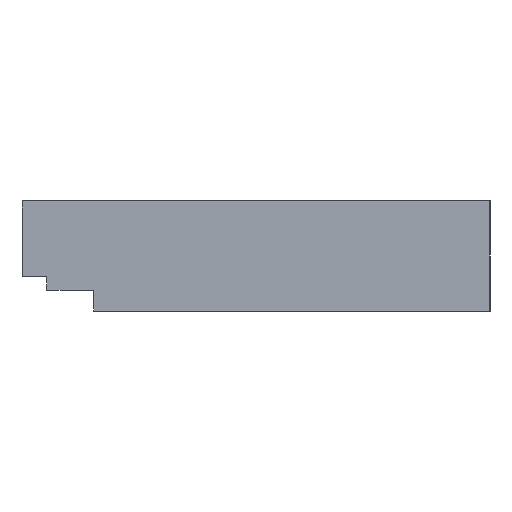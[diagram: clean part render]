
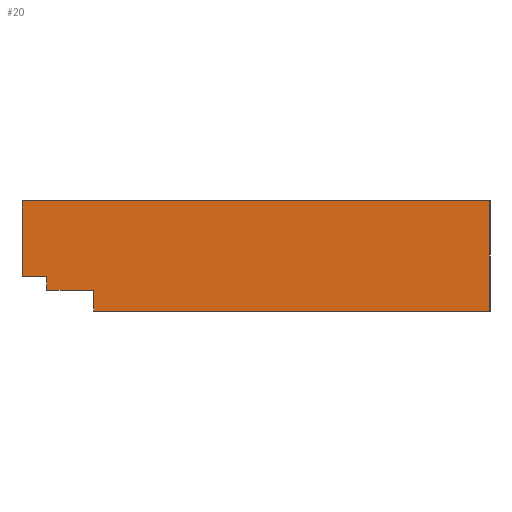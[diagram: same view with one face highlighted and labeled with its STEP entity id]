
A CAD part, left-side view. The second image highlights one B-rep face of the part: STEP entity #20.
In plain terms, the highlighted planar face has unit normal (-1, 0, 0).
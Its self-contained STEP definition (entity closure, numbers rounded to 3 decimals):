
#3 = FACE_OUTER_BOUND ( 'NONE', #236, .T. ) ;
#20 = ADVANCED_FACE ( 'NONE', ( #3 ), #175, .F. ) ;
#58 = CARTESIAN_POINT ( 'NONE',  ( 0., 28.8, 1.5 ) ) ;
#72 = VERTEX_POINT ( 'NONE', #306 ) ;
#164 = LINE ( 'NONE', #1152, #1433 ) ;
#175 = PLANE ( 'NONE',  #1444 ) ;
#184 = ORIENTED_EDGE ( 'NONE', *, *, #678, .F. ) ;
#231 = CARTESIAN_POINT ( 'NONE',  ( 0., 34., 8. ) ) ;
#236 = EDGE_LOOP ( 'NONE', ( #1133, #664, #752, #184, #800, #905, #655, #769 ) ) ;
#244 = LINE ( 'NONE', #1257, #431 ) ;
#306 = CARTESIAN_POINT ( 'NONE',  ( 0., 32.2, 1.5 ) ) ;
#308 = DIRECTION ( 'NONE',  ( 0., -1., 0. ) ) ;
#407 = DIRECTION ( 'NONE',  ( 0., -1., 0. ) ) ;
#424 = EDGE_CURVE ( 'NONE', #72, #1463, #1249, .T. ) ;
#431 = VECTOR ( 'NONE', #995, 1000. ) ;
#461 = CARTESIAN_POINT ( 'NONE',  ( 0., 32.2, 1.5 ) ) ;
#474 = CARTESIAN_POINT ( 'NONE',  ( 0., 28.8, 1.5 ) ) ;
#482 = LINE ( 'NONE', #1046, #1415 ) ;
#506 = CARTESIAN_POINT ( 'NONE',  ( 0., 0., 8. ) ) ;
#549 = LINE ( 'NONE', #474, #568 ) ;
#563 = EDGE_CURVE ( 'NONE', #1600, #72, #1437, .T. ) ;
#568 = VECTOR ( 'NONE', #728, 1000. ) ;
#574 = VERTEX_POINT ( 'NONE', #1221 ) ;
#608 = DIRECTION ( 'NONE',  ( 1., 0., 0. ) ) ;
#655 = ORIENTED_EDGE ( 'NONE', *, *, #1405, .T. ) ;
#664 = ORIENTED_EDGE ( 'NONE', *, *, #987, .T. ) ;
#678 = EDGE_CURVE ( 'NONE', #858, #1196, #244, .T. ) ;
#728 = DIRECTION ( 'NONE',  ( 0., 0., -1. ) ) ;
#731 = LINE ( 'NONE', #1235, #1434 ) ;
#738 = DIRECTION ( 'NONE',  ( 0., 0., -1. ) ) ;
#752 = ORIENTED_EDGE ( 'NONE', *, *, #1360, .T. ) ;
#769 = ORIENTED_EDGE ( 'NONE', *, *, #563, .T. ) ;
#800 = ORIENTED_EDGE ( 'NONE', *, *, #1441, .F. ) ;
#858 = VERTEX_POINT ( 'NONE', #506 ) ;
#905 = ORIENTED_EDGE ( 'NONE', *, *, #1033, .T. ) ;
#942 = CARTESIAN_POINT ( 'NONE',  ( 0., 34., 8. ) ) ;
#973 = VERTEX_POINT ( 'NONE', #1227 ) ;
#987 = EDGE_CURVE ( 'NONE', #1463, #973, #549, .T. ) ;
#995 = DIRECTION ( 'NONE',  ( 0., 0., -1. ) ) ;
#1020 = VECTOR ( 'NONE', #308, 1000. ) ;
#1033 = EDGE_CURVE ( 'NONE', #1151, #574, #731, .T. ) ;
#1046 = CARTESIAN_POINT ( 'NONE',  ( 0., 34., 8. ) ) ;
#1133 = ORIENTED_EDGE ( 'NONE', *, *, #424, .T. ) ;
#1151 = VERTEX_POINT ( 'NONE', #231 ) ;
#1152 = CARTESIAN_POINT ( 'NONE',  ( 0., 34., 0. ) ) ;
#1196 = VERTEX_POINT ( 'NONE', #1268 ) ;
#1213 = DIRECTION ( 'NONE',  ( 0., 0., -1. ) ) ;
#1215 = DIRECTION ( 'NONE',  ( 0., 0., -1. ) ) ;
#1221 = CARTESIAN_POINT ( 'NONE',  ( 0., 34., 2.5 ) ) ;
#1227 = CARTESIAN_POINT ( 'NONE',  ( 0., 28.8, 0. ) ) ;
#1235 = CARTESIAN_POINT ( 'NONE',  ( 0., 34., 8. ) ) ;
#1249 = LINE ( 'NONE', #1321, #1466 ) ;
#1257 = CARTESIAN_POINT ( 'NONE',  ( 0., 0., 8. ) ) ;
#1268 = CARTESIAN_POINT ( 'NONE',  ( 0., 0., 0. ) ) ;
#1316 = DIRECTION ( 'NONE',  ( 0., -1., 0. ) ) ;
#1317 = DIRECTION ( 'NONE',  ( 0., -1., 0. ) ) ;
#1321 = CARTESIAN_POINT ( 'NONE',  ( 0., 32.2, 1.5 ) ) ;
#1359 = LINE ( 'NONE', #1442, #1020 ) ;
#1360 = EDGE_CURVE ( 'NONE', #973, #1196, #164, .T. ) ;
#1405 = EDGE_CURVE ( 'NONE', #574, #1600, #1359, .T. ) ;
#1415 = VECTOR ( 'NONE', #1316, 1000. ) ;
#1433 = VECTOR ( 'NONE', #407, 1000. ) ;
#1434 = VECTOR ( 'NONE', #738, 1000. ) ;
#1437 = LINE ( 'NONE', #461, #1579 ) ;
#1441 = EDGE_CURVE ( 'NONE', #1151, #858, #482, .T. ) ;
#1442 = CARTESIAN_POINT ( 'NONE',  ( 0., 32.2, 2.5 ) ) ;
#1444 = AXIS2_PLACEMENT_3D ( 'NONE', #942, #608, #1215 ) ;
#1463 = VERTEX_POINT ( 'NONE', #58 ) ;
#1466 = VECTOR ( 'NONE', #1317, 1000. ) ;
#1579 = VECTOR ( 'NONE', #1213, 1000. ) ;
#1592 = CARTESIAN_POINT ( 'NONE',  ( 0., 32.2, 2.5 ) ) ;
#1600 = VERTEX_POINT ( 'NONE', #1592 ) ;
